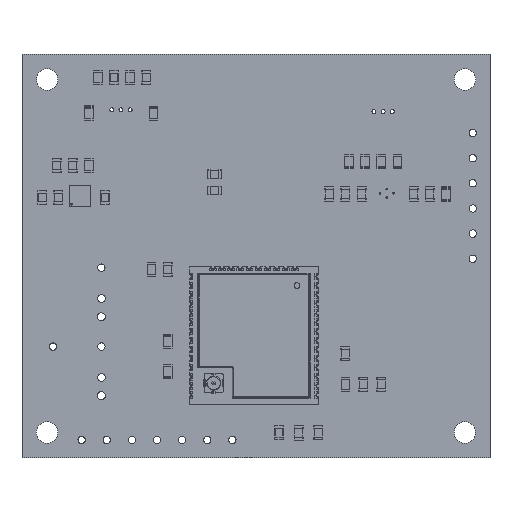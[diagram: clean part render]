
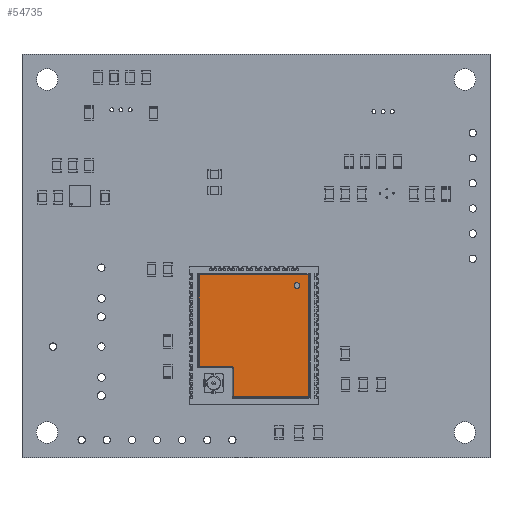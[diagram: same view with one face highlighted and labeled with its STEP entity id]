
A CAD part, top view. The second image highlights one B-rep face of the part: STEP entity #54735.
In plain terms, the highlighted planar face has unit normal (0, 0, 1).
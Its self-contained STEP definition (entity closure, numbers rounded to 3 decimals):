
#27254 = TOROIDAL_SURFACE('',#27255,0.2,0.1);
#27255 = AXIS2_PLACEMENT_3D('',#27256,#27257,#27258);
#27256 = CARTESIAN_POINT('',(3.1,4.5,3.1));
#27257 = DIRECTION('',(0.,0.,1.));
#27258 = DIRECTION('',(-1.,0.,0.));
#42724 = CYLINDRICAL_SURFACE('',#42725,0.1);
#42725 = AXIS2_PLACEMENT_3D('',#42726,#42727,#42728);
#42726 = CARTESIAN_POINT('',(2.9,4.4,3.1));
#42727 = DIRECTION('',(0.,1.,0.));
#42728 = DIRECTION('',(0.,-0.,1.));
#42783 = CYLINDRICAL_SURFACE('',#42784,0.1);
#42784 = AXIS2_PLACEMENT_3D('',#42785,#42786,#42787);
#42785 = CARTESIAN_POINT('',(7.68,4.3,3.1));
#42786 = DIRECTION('',(-1.,0.,0.));
#42787 = DIRECTION('',(0.,0.,1.));
#42799 = VERTEX_POINT('',#42800);
#42800 = CARTESIAN_POINT('',(2.9,4.5,3.2));
#42822 = EDGE_CURVE('',#42799,#42823,#42825,.T.);
#42823 = VERTEX_POINT('',#42824);
#42824 = CARTESIAN_POINT('',(3.1,4.3,3.2));
#42825 = SURFACE_CURVE('',#42826,(#42831,#42838),.PCURVE_S1.);
#42826 = CIRCLE('',#42827,0.2);
#42827 = AXIS2_PLACEMENT_3D('',#42828,#42829,#42830);
#42828 = CARTESIAN_POINT('',(3.1,4.5,3.2));
#42829 = DIRECTION('',(0.,0.,1.));
#42830 = DIRECTION('',(-1.,0.,0.));
#42831 = PCURVE('',#27254,#42832);
#42832 = DEFINITIONAL_REPRESENTATION('',(#42833),#42837);
#42833 = LINE('',#42834,#42835);
#42834 = CARTESIAN_POINT('',(0.,1.571));
#42835 = VECTOR('',#42836,1.);
#42836 = DIRECTION('',(1.,0.));
#42837 = ( GEOMETRIC_REPRESENTATION_CONTEXT(2) 
PARAMETRIC_REPRESENTATION_CONTEXT() REPRESENTATION_CONTEXT('2D SPACE',''
  ) );
#42838 = PCURVE('',#42839,#42844);
#42839 = PLANE('',#42840);
#42840 = AXIS2_PLACEMENT_3D('',#42841,#42842,#42843);
#42841 = CARTESIAN_POINT('',(-7.72,-8.6,3.2));
#42842 = DIRECTION('',(0.,0.,1.));
#42843 = DIRECTION('',(1.,0.,-0.));
#42844 = DEFINITIONAL_REPRESENTATION('',(#42845),#42849);
#42845 = CIRCLE('',#42846,0.2);
#42846 = AXIS2_PLACEMENT_2D('',#42847,#42848);
#42847 = CARTESIAN_POINT('',(10.82,13.1));
#42848 = DIRECTION('',(-1.,0.));
#42849 = ( GEOMETRIC_REPRESENTATION_CONTEXT(2) 
PARAMETRIC_REPRESENTATION_CONTEXT() REPRESENTATION_CONTEXT('2D SPACE',''
  ) );
#54488 = VERTEX_POINT('',#54489);
#54489 = CARTESIAN_POINT('',(2.9,8.5,3.2));
#54516 = EDGE_CURVE('',#42799,#54488,#54517,.T.);
#54517 = SURFACE_CURVE('',#54518,(#54522,#54529),.PCURVE_S1.);
#54518 = LINE('',#54519,#54520);
#54519 = CARTESIAN_POINT('',(2.9,4.4,3.2));
#54520 = VECTOR('',#54521,1.);
#54521 = DIRECTION('',(0.,1.,0.));
#54522 = PCURVE('',#42724,#54523);
#54523 = DEFINITIONAL_REPRESENTATION('',(#54524),#54528);
#54524 = LINE('',#54525,#54526);
#54525 = CARTESIAN_POINT('',(0.,0.));
#54526 = VECTOR('',#54527,1.);
#54527 = DIRECTION('',(0.,1.));
#54528 = ( GEOMETRIC_REPRESENTATION_CONTEXT(2) 
PARAMETRIC_REPRESENTATION_CONTEXT() REPRESENTATION_CONTEXT('2D SPACE',''
  ) );
#54529 = PCURVE('',#42839,#54530);
#54530 = DEFINITIONAL_REPRESENTATION('',(#54531),#54535);
#54531 = LINE('',#54532,#54533);
#54532 = CARTESIAN_POINT('',(10.62,13.));
#54533 = VECTOR('',#54534,1.);
#54534 = DIRECTION('',(0.,1.));
#54535 = ( GEOMETRIC_REPRESENTATION_CONTEXT(2) 
PARAMETRIC_REPRESENTATION_CONTEXT() REPRESENTATION_CONTEXT('2D SPACE',''
  ) );
#54689 = EDGE_CURVE('',#54690,#42823,#54692,.T.);
#54690 = VERTEX_POINT('',#54691);
#54691 = CARTESIAN_POINT('',(7.58,4.3,3.2));
#54692 = SURFACE_CURVE('',#54693,(#54697,#54704),.PCURVE_S1.);
#54693 = LINE('',#54694,#54695);
#54694 = CARTESIAN_POINT('',(7.68,4.3,3.2));
#54695 = VECTOR('',#54696,1.);
#54696 = DIRECTION('',(-1.,0.,0.));
#54697 = PCURVE('',#42783,#54698);
#54698 = DEFINITIONAL_REPRESENTATION('',(#54699),#54703);
#54699 = LINE('',#54700,#54701);
#54700 = CARTESIAN_POINT('',(0.,0.));
#54701 = VECTOR('',#54702,1.);
#54702 = DIRECTION('',(0.,1.));
#54703 = ( GEOMETRIC_REPRESENTATION_CONTEXT(2) 
PARAMETRIC_REPRESENTATION_CONTEXT() REPRESENTATION_CONTEXT('2D SPACE',''
  ) );
#54704 = PCURVE('',#42839,#54705);
#54705 = DEFINITIONAL_REPRESENTATION('',(#54706),#54710);
#54706 = LINE('',#54707,#54708);
#54707 = CARTESIAN_POINT('',(15.4,12.9));
#54708 = VECTOR('',#54709,1.);
#54709 = DIRECTION('',(-1.,0.));
#54710 = ( GEOMETRIC_REPRESENTATION_CONTEXT(2) 
PARAMETRIC_REPRESENTATION_CONTEXT() REPRESENTATION_CONTEXT('2D SPACE',''
  ) );
#54735 = ADVANCED_FACE('',(#54736,#54851),#42839,.T.);
#54736 = FACE_BOUND('',#54737,.T.);
#54737 = EDGE_LOOP('',(#54738,#54768,#54796,#54822,#54823,#54824,#54825)
  );
#54738 = ORIENTED_EDGE('',*,*,#54739,.F.);
#54739 = EDGE_CURVE('',#54740,#54742,#54744,.T.);
#54740 = VERTEX_POINT('',#54741);
#54741 = CARTESIAN_POINT('',(-7.62,-8.5,3.2));
#54742 = VERTEX_POINT('',#54743);
#54743 = CARTESIAN_POINT('',(-7.62,8.5,3.2));
#54744 = SURFACE_CURVE('',#54745,(#54749,#54756),.PCURVE_S1.);
#54745 = LINE('',#54746,#54747);
#54746 = CARTESIAN_POINT('',(-7.62,-8.6,3.2));
#54747 = VECTOR('',#54748,1.);
#54748 = DIRECTION('',(0.,1.,0.));
#54749 = PCURVE('',#42839,#54750);
#54750 = DEFINITIONAL_REPRESENTATION('',(#54751),#54755);
#54751 = LINE('',#54752,#54753);
#54752 = CARTESIAN_POINT('',(0.1,0.));
#54753 = VECTOR('',#54754,1.);
#54754 = DIRECTION('',(0.,1.));
#54755 = ( GEOMETRIC_REPRESENTATION_CONTEXT(2) 
PARAMETRIC_REPRESENTATION_CONTEXT() REPRESENTATION_CONTEXT('2D SPACE',''
  ) );
#54756 = PCURVE('',#54757,#54762);
#54757 = CYLINDRICAL_SURFACE('',#54758,0.1);
#54758 = AXIS2_PLACEMENT_3D('',#54759,#54760,#54761);
#54759 = CARTESIAN_POINT('',(-7.62,-8.6,3.1));
#54760 = DIRECTION('',(0.,1.,0.));
#54761 = DIRECTION('',(-1.,0.,0.));
#54762 = DEFINITIONAL_REPRESENTATION('',(#54763),#54767);
#54763 = LINE('',#54764,#54765);
#54764 = CARTESIAN_POINT('',(1.571,0.));
#54765 = VECTOR('',#54766,1.);
#54766 = DIRECTION('',(0.,1.));
#54767 = ( GEOMETRIC_REPRESENTATION_CONTEXT(2) 
PARAMETRIC_REPRESENTATION_CONTEXT() REPRESENTATION_CONTEXT('2D SPACE',''
  ) );
#54768 = ORIENTED_EDGE('',*,*,#54769,.T.);
#54769 = EDGE_CURVE('',#54740,#54770,#54772,.T.);
#54770 = VERTEX_POINT('',#54771);
#54771 = CARTESIAN_POINT('',(7.58,-8.5,3.2));
#54772 = SURFACE_CURVE('',#54773,(#54777,#54784),.PCURVE_S1.);
#54773 = LINE('',#54774,#54775);
#54774 = CARTESIAN_POINT('',(-7.72,-8.5,3.2));
#54775 = VECTOR('',#54776,1.);
#54776 = DIRECTION('',(1.,0.,0.));
#54777 = PCURVE('',#42839,#54778);
#54778 = DEFINITIONAL_REPRESENTATION('',(#54779),#54783);
#54779 = LINE('',#54780,#54781);
#54780 = CARTESIAN_POINT('',(0.,0.1));
#54781 = VECTOR('',#54782,1.);
#54782 = DIRECTION('',(1.,0.));
#54783 = ( GEOMETRIC_REPRESENTATION_CONTEXT(2) 
PARAMETRIC_REPRESENTATION_CONTEXT() REPRESENTATION_CONTEXT('2D SPACE',''
  ) );
#54784 = PCURVE('',#54785,#54790);
#54785 = CYLINDRICAL_SURFACE('',#54786,0.1);
#54786 = AXIS2_PLACEMENT_3D('',#54787,#54788,#54789);
#54787 = CARTESIAN_POINT('',(-7.72,-8.5,3.1));
#54788 = DIRECTION('',(1.,0.,0.));
#54789 = DIRECTION('',(0.,-1.,0.));
#54790 = DEFINITIONAL_REPRESENTATION('',(#54791),#54795);
#54791 = LINE('',#54792,#54793);
#54792 = CARTESIAN_POINT('',(4.712,0.));
#54793 = VECTOR('',#54794,1.);
#54794 = DIRECTION('',(0.,1.));
#54795 = ( GEOMETRIC_REPRESENTATION_CONTEXT(2) 
PARAMETRIC_REPRESENTATION_CONTEXT() REPRESENTATION_CONTEXT('2D SPACE',''
  ) );
#54796 = ORIENTED_EDGE('',*,*,#54797,.T.);
#54797 = EDGE_CURVE('',#54770,#54690,#54798,.T.);
#54798 = SURFACE_CURVE('',#54799,(#54803,#54810),.PCURVE_S1.);
#54799 = LINE('',#54800,#54801);
#54800 = CARTESIAN_POINT('',(7.58,-8.6,3.2));
#54801 = VECTOR('',#54802,1.);
#54802 = DIRECTION('',(0.,1.,0.));
#54803 = PCURVE('',#42839,#54804);
#54804 = DEFINITIONAL_REPRESENTATION('',(#54805),#54809);
#54805 = LINE('',#54806,#54807);
#54806 = CARTESIAN_POINT('',(15.3,0.));
#54807 = VECTOR('',#54808,1.);
#54808 = DIRECTION('',(0.,1.));
#54809 = ( GEOMETRIC_REPRESENTATION_CONTEXT(2) 
PARAMETRIC_REPRESENTATION_CONTEXT() REPRESENTATION_CONTEXT('2D SPACE',''
  ) );
#54810 = PCURVE('',#54811,#54816);
#54811 = CYLINDRICAL_SURFACE('',#54812,0.1);
#54812 = AXIS2_PLACEMENT_3D('',#54813,#54814,#54815);
#54813 = CARTESIAN_POINT('',(7.58,-8.6,3.1));
#54814 = DIRECTION('',(0.,1.,0.));
#54815 = DIRECTION('',(0.,-0.,1.));
#54816 = DEFINITIONAL_REPRESENTATION('',(#54817),#54821);
#54817 = LINE('',#54818,#54819);
#54818 = CARTESIAN_POINT('',(0.,0.));
#54819 = VECTOR('',#54820,1.);
#54820 = DIRECTION('',(0.,1.));
#54821 = ( GEOMETRIC_REPRESENTATION_CONTEXT(2) 
PARAMETRIC_REPRESENTATION_CONTEXT() REPRESENTATION_CONTEXT('2D SPACE',''
  ) );
#54822 = ORIENTED_EDGE('',*,*,#54689,.T.);
#54823 = ORIENTED_EDGE('',*,*,#42822,.F.);
#54824 = ORIENTED_EDGE('',*,*,#54516,.T.);
#54825 = ORIENTED_EDGE('',*,*,#54826,.F.);
#54826 = EDGE_CURVE('',#54742,#54488,#54827,.T.);
#54827 = SURFACE_CURVE('',#54828,(#54832,#54839),.PCURVE_S1.);
#54828 = LINE('',#54829,#54830);
#54829 = CARTESIAN_POINT('',(-7.72,8.5,3.2));
#54830 = VECTOR('',#54831,1.);
#54831 = DIRECTION('',(1.,0.,0.));
#54832 = PCURVE('',#42839,#54833);
#54833 = DEFINITIONAL_REPRESENTATION('',(#54834),#54838);
#54834 = LINE('',#54835,#54836);
#54835 = CARTESIAN_POINT('',(0.,17.1));
#54836 = VECTOR('',#54837,1.);
#54837 = DIRECTION('',(1.,0.));
#54838 = ( GEOMETRIC_REPRESENTATION_CONTEXT(2) 
PARAMETRIC_REPRESENTATION_CONTEXT() REPRESENTATION_CONTEXT('2D SPACE',''
  ) );
#54839 = PCURVE('',#54840,#54845);
#54840 = CYLINDRICAL_SURFACE('',#54841,0.1);
#54841 = AXIS2_PLACEMENT_3D('',#54842,#54843,#54844);
#54842 = CARTESIAN_POINT('',(-7.72,8.5,3.1));
#54843 = DIRECTION('',(1.,0.,0.));
#54844 = DIRECTION('',(0.,0.,1.));
#54845 = DEFINITIONAL_REPRESENTATION('',(#54846),#54850);
#54846 = LINE('',#54847,#54848);
#54847 = CARTESIAN_POINT('',(6.283,0.));
#54848 = VECTOR('',#54849,1.);
#54849 = DIRECTION('',(0.,1.));
#54850 = ( GEOMETRIC_REPRESENTATION_CONTEXT(2) 
PARAMETRIC_REPRESENTATION_CONTEXT() REPRESENTATION_CONTEXT('2D SPACE',''
  ) );
#54851 = FACE_BOUND('',#54852,.T.);
#54852 = EDGE_LOOP('',(#54853));
#54853 = ORIENTED_EDGE('',*,*,#54854,.F.);
#54854 = EDGE_CURVE('',#54855,#54855,#54857,.T.);
#54855 = VERTEX_POINT('',#54856);
#54856 = CARTESIAN_POINT('',(-5.6,-7.,3.2));
#54857 = SURFACE_CURVE('',#54858,(#54863,#54870),.PCURVE_S1.);
#54858 = CIRCLE('',#54859,0.4);
#54859 = AXIS2_PLACEMENT_3D('',#54860,#54861,#54862);
#54860 = CARTESIAN_POINT('',(-6.,-7.,3.2));
#54861 = DIRECTION('',(0.,0.,1.));
#54862 = DIRECTION('',(1.,0.,-0.));
#54863 = PCURVE('',#42839,#54864);
#54864 = DEFINITIONAL_REPRESENTATION('',(#54865),#54869);
#54865 = CIRCLE('',#54866,0.4);
#54866 = AXIS2_PLACEMENT_2D('',#54867,#54868);
#54867 = CARTESIAN_POINT('',(1.72,1.6));
#54868 = DIRECTION('',(1.,0.));
#54869 = ( GEOMETRIC_REPRESENTATION_CONTEXT(2) 
PARAMETRIC_REPRESENTATION_CONTEXT() REPRESENTATION_CONTEXT('2D SPACE',''
  ) );
#54870 = PCURVE('',#54871,#54876);
#54871 = CYLINDRICAL_SURFACE('',#54872,0.4);
#54872 = AXIS2_PLACEMENT_3D('',#54873,#54874,#54875);
#54873 = CARTESIAN_POINT('',(-6.,-7.,2.8));
#54874 = DIRECTION('',(0.,0.,1.));
#54875 = DIRECTION('',(1.,0.,-0.));
#54876 = DEFINITIONAL_REPRESENTATION('',(#54877),#54881);
#54877 = LINE('',#54878,#54879);
#54878 = CARTESIAN_POINT('',(0.,0.4));
#54879 = VECTOR('',#54880,1.);
#54880 = DIRECTION('',(1.,0.));
#54881 = ( GEOMETRIC_REPRESENTATION_CONTEXT(2) 
PARAMETRIC_REPRESENTATION_CONTEXT() REPRESENTATION_CONTEXT('2D SPACE',''
  ) );
